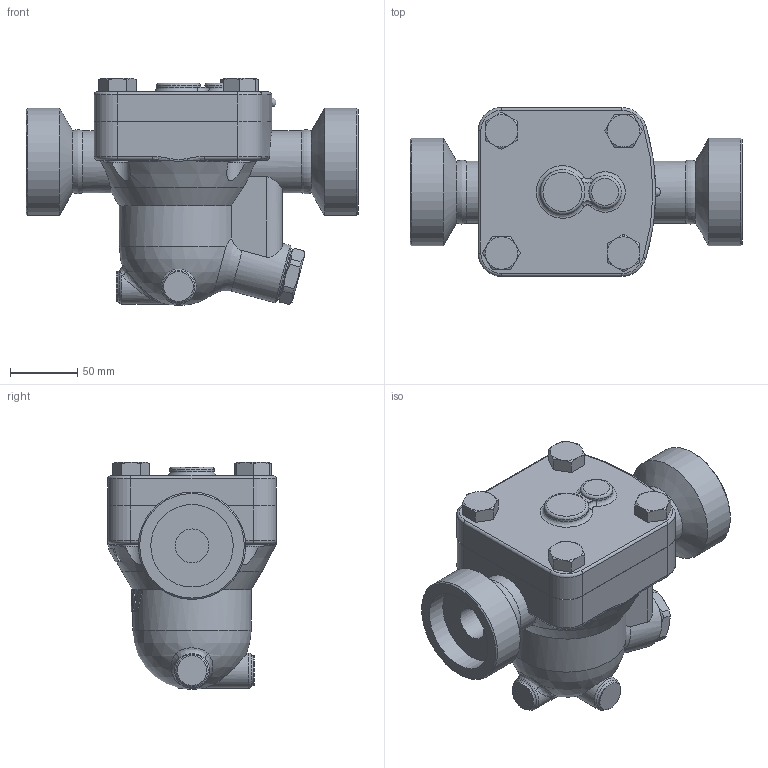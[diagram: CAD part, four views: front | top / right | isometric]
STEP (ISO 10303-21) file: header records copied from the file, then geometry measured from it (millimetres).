
FILE_DESCRIPTION((''),'2;1');
FILE_NAME('j5rhb-050-sw000-00.stp','2011-01-19T11:28:33',('nakaot'),(''),'Autodesk Inventor 2008','Autodesk Inventor 2008','');
FILE_SCHEMA(('AUTOMOTIVE_DESIGN { 1 0 10303 214 1 1 1 1 }'));
Length unit declared in the file: millimetre
Products named in the file (1): j5rhb-050-sw000-00
Bounding box: 246 x 125 x 168.2 mm (x, y, z)
Volume: 1919935.2 mm3; surface area: 163440.6 mm2
Topology: 1 solids, 1 shells, 260 faces, 638 edges, 398 vertices
Faces by surface type: plane 91, cylinder 60, bspline 58, cone 33, torus 16, sphere 2
Full cylindrical faces by diameter (mm): 16 x8, 22 x2, 24 x1, 25 x1, 26 x1, 33 x1, 38 x1, 44 x1, 46 x2, 61.1 x1, 79.5 x1, 80 x1
Entity records: 15825 total; most frequent: CARTESIAN_POINT 10398, ORIENTED_EDGE 1146, DIRECTION 1032, EDGE_CURVE 573, AXIS2_PLACEMENT_3D 437, VERTEX_POINT 383, EDGE_LOOP 336, FACE_OUTER_BOUND 260
